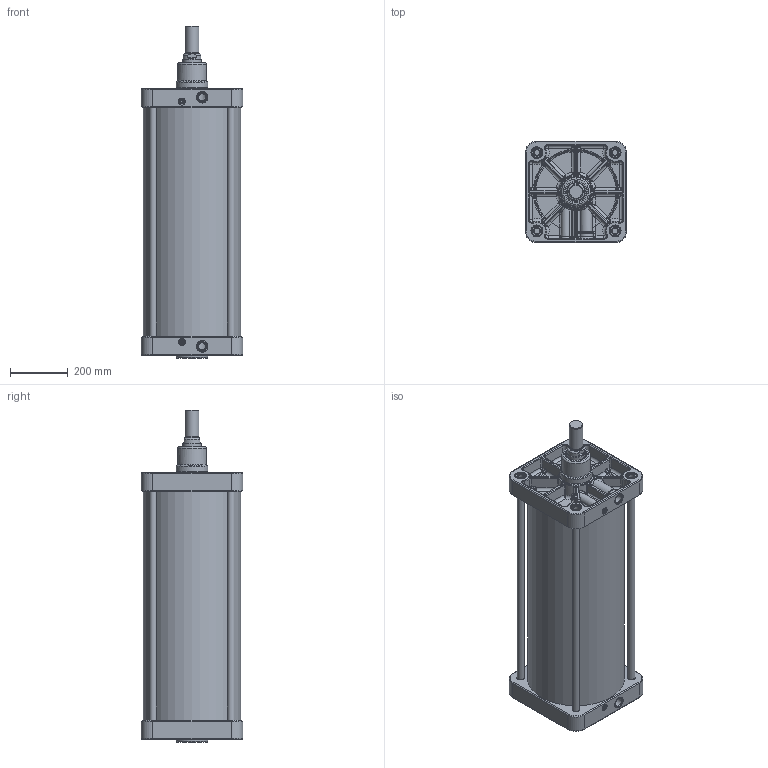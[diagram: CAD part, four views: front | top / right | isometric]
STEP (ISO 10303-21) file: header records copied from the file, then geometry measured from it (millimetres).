
FILE_DESCRIPTION((''),'2;1');
FILE_NAME('UDM320.700.GS.M.stp','2014-01-30T10:58:21',('carlo.corazza'),(''),'Autodesk Inventor 2012','Autodesk Inventor 2012','');
FILE_SCHEMA(('AUTOMOTIVE_DESIGN { 1 0 10303 214 1 1 1 1 }'));
Length unit declared in the file: millimetre
Products named in the file (6): UDM320.---.GS.M; TP; STELO-700; TA; TIRANTE-700; CORPO-700
Assembly tree (8 placements, depth 2):
  UDM320.---.GS.M
    TP
    STELO-700
    TA
    TIRANTE-700  x4
    CORPO-700
Bounding box: 350 x 350 x 1146 mm (x, y, z)
Volume: 20307884 mm3; surface area: 3255651.2 mm2
Topology: 8 solids, 15 shells, 1691 faces, 3883 edges, 2182 vertices
Faces by surface type: cylinder 432, bspline 426, plane 372, torus 252, cone 111, sphere 92, revolution 6
Full cylindrical faces by diameter (mm): 8 x2, 9 x1, 10 x1, 11 x2, 11.2 x2, 12 x2, 12.376 x1, 13.4 x4, 14 x2, 15.8 x4, 16 x6, 20.752 x8, 24 x10, 24.5 x8, 25 x6, 30.291 x2, 36 x9, 37 x8, 40 x2, 44.8 x1, 48 x1, 62 x1, 63 x1, 64 x1, 64.293 x1, 65.8 x1, 73 x1, 75 x3, 100 x1, 110 x2
Entity records: 64084 total; most frequent: CARTESIAN_POINT 27623, DIRECTION 7178, ORIENTED_EDGE 6992, EDGE_CURVE 3496, AXIS2_PLACEMENT_3D 3048, VERTEX_POINT 2098, EDGE_LOOP 1940, STYLED_ITEM 1669
